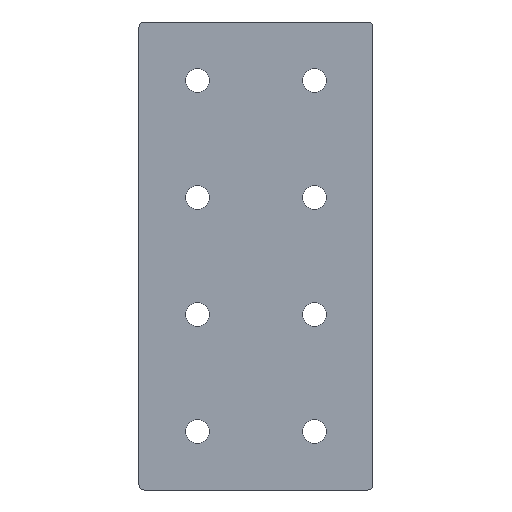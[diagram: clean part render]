
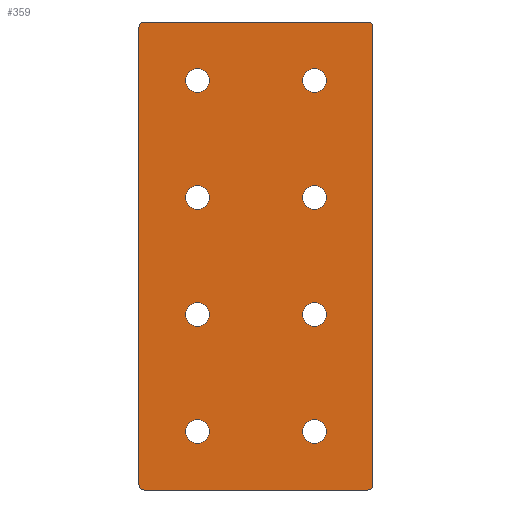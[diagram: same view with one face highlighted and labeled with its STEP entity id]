
A CAD part, front view. The second image highlights one B-rep face of the part: STEP entity #359.
In plain terms, the highlighted planar face has unit normal (0, -1, 0).
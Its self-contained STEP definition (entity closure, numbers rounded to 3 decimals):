
#15=FACE_BOUND('',#66,.T.);
#16=FACE_BOUND('',#67,.T.);
#17=FACE_BOUND('',#68,.T.);
#18=FACE_BOUND('',#69,.T.);
#19=FACE_BOUND('',#70,.T.);
#20=FACE_BOUND('',#71,.T.);
#21=FACE_BOUND('',#72,.T.);
#22=FACE_BOUND('',#73,.T.);
#32=PLANE('',#418);
#47=FACE_OUTER_BOUND('',#65,.T.);
#65=EDGE_LOOP('',(#281,#282,#283,#284,#285,#286,#287,#288));
#66=EDGE_LOOP('',(#289));
#67=EDGE_LOOP('',(#290));
#68=EDGE_LOOP('',(#291));
#69=EDGE_LOOP('',(#292));
#70=EDGE_LOOP('',(#293));
#71=EDGE_LOOP('',(#294));
#72=EDGE_LOOP('',(#295));
#73=EDGE_LOOP('',(#296));
#99=LINE('',#602,#123);
#102=LINE('',#608,#126);
#103=LINE('',#612,#127);
#104=LINE('',#616,#128);
#123=VECTOR('',#500,10.);
#126=VECTOR('',#505,10.);
#127=VECTOR('',#508,10.);
#128=VECTOR('',#511,10.);
#138=CIRCLE('',#392,4.5);
#140=CIRCLE('',#395,4.5);
#142=CIRCLE('',#398,4.5);
#144=CIRCLE('',#401,4.5);
#146=CIRCLE('',#404,4.5);
#148=CIRCLE('',#407,4.5);
#150=CIRCLE('',#410,4.5);
#152=CIRCLE('',#413,4.5);
#154=CIRCLE('',#416,2.);
#155=CIRCLE('',#419,2.);
#156=CIRCLE('',#420,2.);
#157=CIRCLE('',#421,2.);
#162=VERTEX_POINT('',#546);
#164=VERTEX_POINT('',#552);
#166=VERTEX_POINT('',#558);
#168=VERTEX_POINT('',#564);
#170=VERTEX_POINT('',#570);
#172=VERTEX_POINT('',#576);
#174=VERTEX_POINT('',#582);
#176=VERTEX_POINT('',#588);
#179=VERTEX_POINT('',#595);
#180=VERTEX_POINT('',#597);
#181=VERTEX_POINT('',#601);
#183=VERTEX_POINT('',#607);
#184=VERTEX_POINT('',#609);
#185=VERTEX_POINT('',#611);
#186=VERTEX_POINT('',#613);
#187=VERTEX_POINT('',#615);
#195=EDGE_CURVE('',#162,#162,#138,.T.);
#198=EDGE_CURVE('',#164,#164,#140,.T.);
#201=EDGE_CURVE('',#166,#166,#142,.T.);
#204=EDGE_CURVE('',#168,#168,#144,.T.);
#207=EDGE_CURVE('',#170,#170,#146,.T.);
#210=EDGE_CURVE('',#172,#172,#148,.T.);
#213=EDGE_CURVE('',#174,#174,#150,.T.);
#216=EDGE_CURVE('',#176,#176,#152,.T.);
#219=EDGE_CURVE('',#179,#180,#154,.T.);
#221=EDGE_CURVE('',#180,#181,#99,.T.);
#224=EDGE_CURVE('',#183,#179,#102,.T.);
#225=EDGE_CURVE('',#184,#183,#155,.T.);
#226=EDGE_CURVE('',#185,#184,#103,.T.);
#227=EDGE_CURVE('',#186,#185,#156,.T.);
#228=EDGE_CURVE('',#187,#186,#104,.T.);
#229=EDGE_CURVE('',#181,#187,#157,.T.);
#281=ORIENTED_EDGE('',*,*,#219,.F.);
#282=ORIENTED_EDGE('',*,*,#224,.F.);
#283=ORIENTED_EDGE('',*,*,#225,.F.);
#284=ORIENTED_EDGE('',*,*,#226,.F.);
#285=ORIENTED_EDGE('',*,*,#227,.F.);
#286=ORIENTED_EDGE('',*,*,#228,.F.);
#287=ORIENTED_EDGE('',*,*,#229,.F.);
#288=ORIENTED_EDGE('',*,*,#221,.F.);
#289=ORIENTED_EDGE('',*,*,#195,.T.);
#290=ORIENTED_EDGE('',*,*,#198,.T.);
#291=ORIENTED_EDGE('',*,*,#201,.T.);
#292=ORIENTED_EDGE('',*,*,#204,.T.);
#293=ORIENTED_EDGE('',*,*,#207,.T.);
#294=ORIENTED_EDGE('',*,*,#210,.T.);
#295=ORIENTED_EDGE('',*,*,#213,.T.);
#296=ORIENTED_EDGE('',*,*,#216,.T.);
#359=ADVANCED_FACE('',(#47,#15,#16,#17,#18,#19,#20,#21,#22),#32,.T.);
#392=AXIS2_PLACEMENT_3D('',#548,#439,#440);
#395=AXIS2_PLACEMENT_3D('',#554,#446,#447);
#398=AXIS2_PLACEMENT_3D('',#560,#453,#454);
#401=AXIS2_PLACEMENT_3D('',#566,#460,#461);
#404=AXIS2_PLACEMENT_3D('',#572,#467,#468);
#407=AXIS2_PLACEMENT_3D('',#578,#474,#475);
#410=AXIS2_PLACEMENT_3D('',#584,#481,#482);
#413=AXIS2_PLACEMENT_3D('',#590,#488,#489);
#416=AXIS2_PLACEMENT_3D('',#598,#495,#496);
#418=AXIS2_PLACEMENT_3D('',#606,#503,#504);
#419=AXIS2_PLACEMENT_3D('',#610,#506,#507);
#420=AXIS2_PLACEMENT_3D('',#614,#509,#510);
#421=AXIS2_PLACEMENT_3D('',#617,#512,#513);
#439=DIRECTION('center_axis',(0.,1.,0.));
#440=DIRECTION('ref_axis',(1.,0.,0.));
#446=DIRECTION('center_axis',(0.,1.,0.));
#447=DIRECTION('ref_axis',(1.,0.,0.));
#453=DIRECTION('center_axis',(0.,1.,0.));
#454=DIRECTION('ref_axis',(1.,0.,0.));
#460=DIRECTION('center_axis',(0.,1.,0.));
#461=DIRECTION('ref_axis',(1.,0.,0.));
#467=DIRECTION('center_axis',(0.,1.,0.));
#468=DIRECTION('ref_axis',(1.,0.,0.));
#474=DIRECTION('center_axis',(0.,1.,0.));
#475=DIRECTION('ref_axis',(1.,0.,0.));
#481=DIRECTION('center_axis',(0.,1.,0.));
#482=DIRECTION('ref_axis',(1.,0.,0.));
#488=DIRECTION('center_axis',(0.,1.,0.));
#489=DIRECTION('ref_axis',(1.,0.,0.));
#495=DIRECTION('center_axis',(0.,1.,0.));
#496=DIRECTION('ref_axis',(0.707,0.,-0.707));
#500=DIRECTION('',(-1.,0.,0.));
#503=DIRECTION('center_axis',(0.,-1.,0.));
#504=DIRECTION('ref_axis',(0.,0.,-1.));
#505=DIRECTION('',(0.,0.,-1.));
#506=DIRECTION('center_axis',(0.,1.,0.));
#507=DIRECTION('ref_axis',(0.707,0.,0.707));
#508=DIRECTION('',(1.,0.,0.));
#509=DIRECTION('center_axis',(0.,1.,0.));
#510=DIRECTION('ref_axis',(-0.707,0.,0.707));
#511=DIRECTION('',(0.,0.,1.));
#512=DIRECTION('center_axis',(0.,1.,0.));
#513=DIRECTION('ref_axis',(-0.707,0.,-0.707));
#546=CARTESIAN_POINT('',(18.,0.,-67.5));
#548=CARTESIAN_POINT('Origin',(22.5,0.,-67.5));
#552=CARTESIAN_POINT('',(18.,0.,-22.5));
#554=CARTESIAN_POINT('Origin',(22.5,0.,-22.5));
#558=CARTESIAN_POINT('',(18.,0.,22.5));
#560=CARTESIAN_POINT('Origin',(22.5,0.,22.5));
#564=CARTESIAN_POINT('',(18.,0.,67.5));
#566=CARTESIAN_POINT('Origin',(22.5,0.,67.5));
#570=CARTESIAN_POINT('',(-27.,0.,67.5));
#572=CARTESIAN_POINT('Origin',(-22.5,0.,67.5));
#576=CARTESIAN_POINT('',(-27.,0.,22.5));
#578=CARTESIAN_POINT('Origin',(-22.5,0.,22.5));
#582=CARTESIAN_POINT('',(-27.,0.,-22.5));
#584=CARTESIAN_POINT('Origin',(-22.5,0.,-22.5));
#588=CARTESIAN_POINT('',(-27.,0.,-67.5));
#590=CARTESIAN_POINT('Origin',(-22.5,0.,-67.5));
#595=CARTESIAN_POINT('',(45.,0.,-88.));
#597=CARTESIAN_POINT('',(43.,0.,-90.));
#598=CARTESIAN_POINT('Origin',(43.,0.,-88.));
#601=CARTESIAN_POINT('',(-43.,0.,-90.));
#602=CARTESIAN_POINT('',(45.,0.,-90.));
#606=CARTESIAN_POINT('Origin',(0.,0.,0.));
#607=CARTESIAN_POINT('',(45.,0.,88.));
#608=CARTESIAN_POINT('',(45.,0.,90.));
#609=CARTESIAN_POINT('',(43.,0.,90.));
#610=CARTESIAN_POINT('Origin',(43.,0.,88.));
#611=CARTESIAN_POINT('',(-43.,0.,90.));
#612=CARTESIAN_POINT('',(-45.,0.,90.));
#613=CARTESIAN_POINT('',(-45.,0.,88.));
#614=CARTESIAN_POINT('Origin',(-43.,0.,88.));
#615=CARTESIAN_POINT('',(-45.,0.,-88.));
#616=CARTESIAN_POINT('',(-45.,0.,-90.));
#617=CARTESIAN_POINT('Origin',(-43.,0.,-88.));
